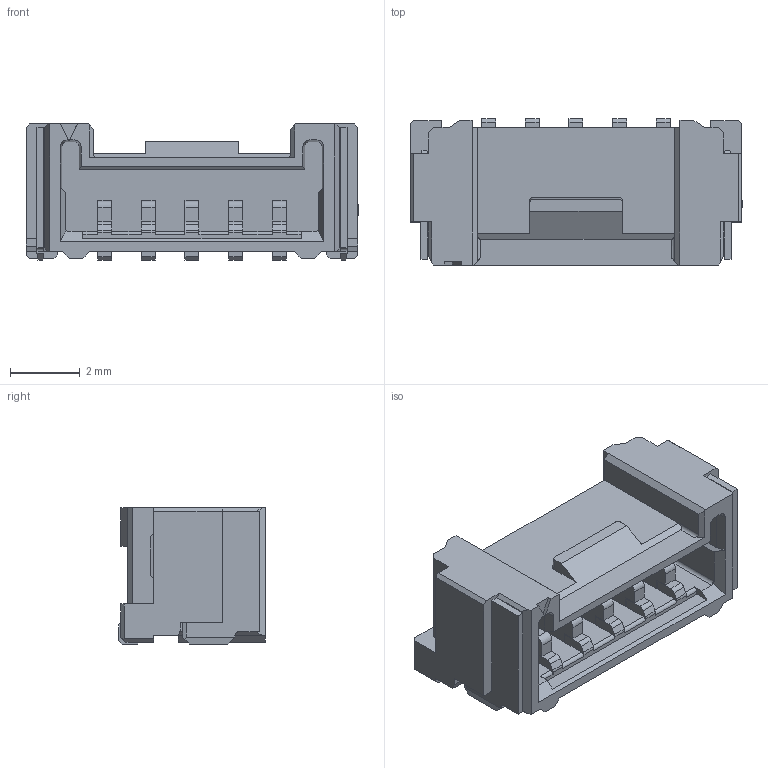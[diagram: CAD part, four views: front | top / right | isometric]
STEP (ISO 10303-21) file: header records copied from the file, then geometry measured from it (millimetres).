
FILE_DESCRIPTION (( 'STEP AP214' ), '1' );
FILE_NAME ('CONN-SMD_5P-P1.25_5055670571.STEP', '2024-04-15T01:35:41', ( '' ), ( '' ), 'SwSTEP 2.0', 'SolidWorks 2020', '' );
FILE_SCHEMA (( 'AUTOMOTIVE_DESIGN' ));
Length unit declared in the file: millimetre
Products named in the file (1): CONN-SMD_5P-P1.25_5055670571
Bounding box: 9.5 x 4.2 x 3.9 mm (x, y, z)
Volume: 76 mm3; surface area: 278.2 mm2
Topology: 1 solids, 1 shells, 559 faces, 1568 edges, 1032 vertices
Faces by surface type: plane 424, bspline 98, cylinder 33, cone 4
Entity records: 24512 total; most frequent: CARTESIAN_POINT 4585, ORIENTED_EDGE 3136, DIRECTION 2340, EDGE_CURVE 1568, LINE 1296, VECTOR 1296, VERTEX_POINT 1032, EDGE_LOOP 580
